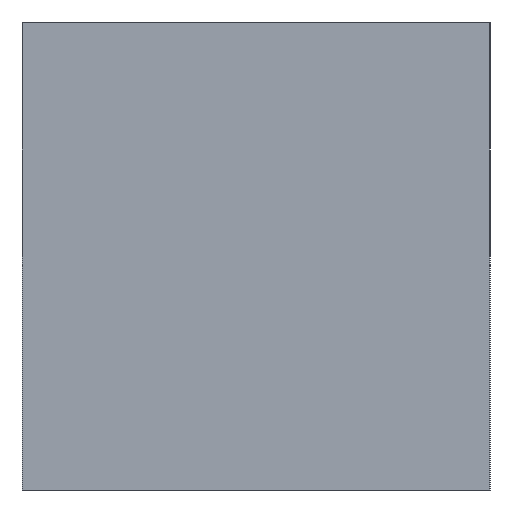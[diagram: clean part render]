
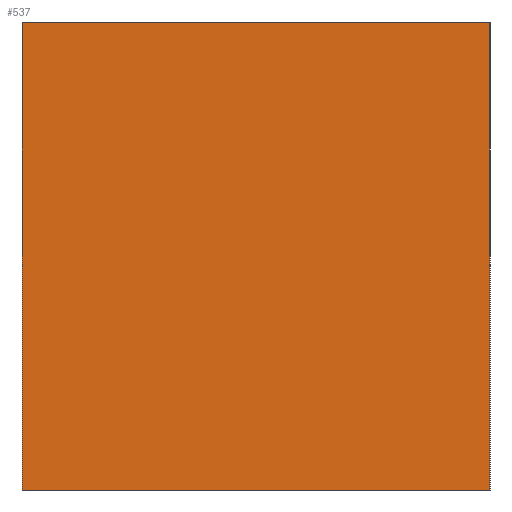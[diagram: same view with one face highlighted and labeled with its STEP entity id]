
A CAD part, left-side view. The second image highlights one B-rep face of the part: STEP entity #537.
In plain terms, the highlighted planar face has unit normal (-1, 0, 0).
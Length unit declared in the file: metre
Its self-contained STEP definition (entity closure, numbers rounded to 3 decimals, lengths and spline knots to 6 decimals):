
#39=FACE_OUTER_BOUND('',#68,.T.);
#68=EDGE_LOOP('',(#412,#413,#414,#415));
#120=LINE('',#804,#192);
#124=LINE('',#813,#196);
#127=LINE('',#817,#199);
#128=LINE('',#819,#200);
#192=VECTOR('',#659,1.);
#196=VECTOR('',#665,1.);
#199=VECTOR('',#670,1.);
#200=VECTOR('',#673,1.);
#254=VERTEX_POINT('',#801);
#255=VERTEX_POINT('',#803);
#258=VERTEX_POINT('',#810);
#259=VERTEX_POINT('',#812);
#312=EDGE_CURVE('',#255,#254,#120,.T.);
#316=EDGE_CURVE('',#258,#259,#124,.T.);
#319=EDGE_CURVE('',#259,#254,#127,.T.);
#320=EDGE_CURVE('',#258,#255,#128,.T.);
#412=ORIENTED_EDGE('',*,*,#312,.T.);
#413=ORIENTED_EDGE('',*,*,#319,.F.);
#414=ORIENTED_EDGE('',*,*,#316,.F.);
#415=ORIENTED_EDGE('',*,*,#320,.T.);
#508=PLANE('',#580);
#537=ADVANCED_FACE('',(#39),#508,.F.);
#580=AXIS2_PLACEMENT_3D('',#818,#671,#672);
#659=DIRECTION('',(0.,0.,-1.));
#665=DIRECTION('',(0.,0.,-1.));
#670=DIRECTION('',(0.,1.,0.));
#671=DIRECTION('center_axis',(1.,0.,0.));
#672=DIRECTION('ref_axis',(0.,1.,0.));
#673=DIRECTION('',(0.,1.,0.));
#801=CARTESIAN_POINT('',(-0.0025,0.00103,-0.000002));
#803=CARTESIAN_POINT('',(-0.0025,0.00103,0.001998));
#804=CARTESIAN_POINT('',(-0.0025,0.00103,-0.000002));
#810=CARTESIAN_POINT('',(-0.0025,-0.00097,0.001998));
#812=CARTESIAN_POINT('',(-0.0025,-0.00097,-0.000002));
#813=CARTESIAN_POINT('',(-0.0025,-0.00097,-0.000002));
#817=CARTESIAN_POINT('',(-0.0025,-0.00097,-0.000002));
#818=CARTESIAN_POINT('Origin',(-0.0025,-0.00097,-0.000002));
#819=CARTESIAN_POINT('',(-0.0025,-0.00097,0.001998));
